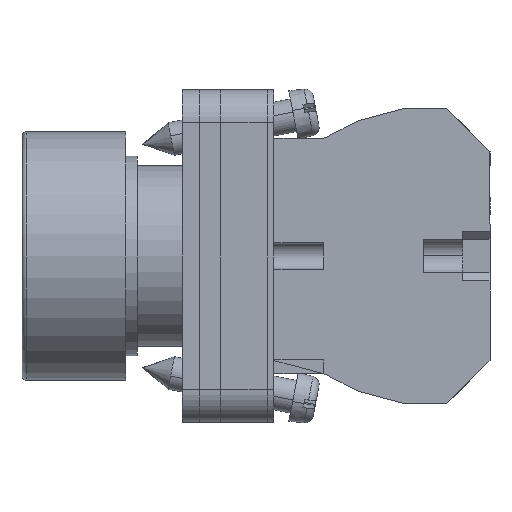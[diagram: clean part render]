
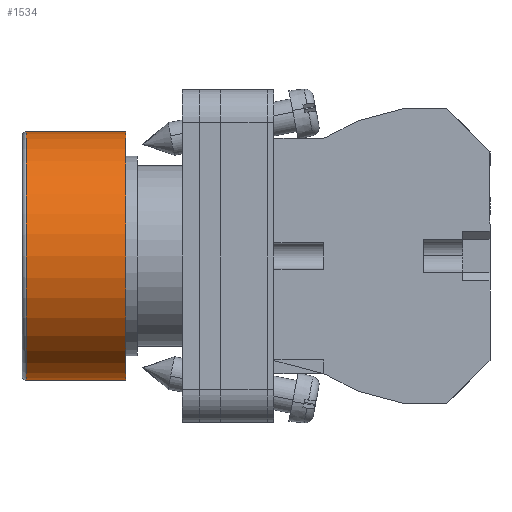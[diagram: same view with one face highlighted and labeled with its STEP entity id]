
A CAD part, left-side view. The second image highlights one B-rep face of the part: STEP entity #1534.
In plain terms, the highlighted cylindrical face has radius 14.925 mm (diameter 29.85 mm), a partial arc.
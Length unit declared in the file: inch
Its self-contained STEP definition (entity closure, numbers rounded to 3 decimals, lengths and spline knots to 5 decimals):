
#182 = EDGE_LOOP ( 'NONE', ( #9823, #4415, #7896, #6035 ) ) ;
#1223 = CARTESIAN_POINT ( 'NONE',  ( 0., 0.44843, 0. ) ) ;
#1424 = EDGE_CURVE ( 'NONE', #6564, #5193, #12601, .T. ) ;
#1534 = ADVANCED_FACE ( 'NONE', ( #6034 ), #11046, .T. ) ;
#2204 = EDGE_CURVE ( 'NONE', #10801, #5193, #7592, .T. ) ;
#2215 = DIRECTION ( 'NONE',  ( 0., 0., 1. ) ) ;
#3177 = DIRECTION ( 'NONE',  ( 0., -1., 0. ) ) ;
#3957 = AXIS2_PLACEMENT_3D ( 'NONE', #4930, #11972, #5957 ) ;
#4307 = EDGE_CURVE ( 'NONE', #10967, #10801, #11462, .T. ) ;
#4415 = ORIENTED_EDGE ( 'NONE', *, *, #10452, .T. ) ;
#4423 = CARTESIAN_POINT ( 'NONE',  ( 0., 3.67379, -0.5876 ) ) ;
#4588 = VECTOR ( 'NONE', #3177, 39.37008 ) ;
#4746 = CARTESIAN_POINT ( 'NONE',  ( 0., 0.44843, -0.5876 ) ) ;
#4930 = CARTESIAN_POINT ( 'NONE',  ( 0., 0.92126, 0. ) ) ;
#5193 = VERTEX_POINT ( 'NONE', #8136 ) ;
#5439 = CARTESIAN_POINT ( 'NONE',  ( 0., 0.92126, 0.5876 ) ) ;
#5957 = DIRECTION ( 'NONE',  ( 0., 0., -1. ) ) ;
#6034 = FACE_OUTER_BOUND ( 'NONE', #182, .T. ) ;
#6035 = ORIENTED_EDGE ( 'NONE', *, *, #2204, .T. ) ;
#6045 = CARTESIAN_POINT ( 'NONE',  ( 0., 0.92126, -0.5876 ) ) ;
#6180 = CARTESIAN_POINT ( 'NONE',  ( 0., 3.67379, 0.5876 ) ) ;
#6564 = VERTEX_POINT ( 'NONE', #5439 ) ;
#7494 = DIRECTION ( 'NONE',  ( 0., -1., 0. ) ) ;
#7592 = CIRCLE ( 'NONE', #10336, 0.5876 ) ;
#7896 = ORIENTED_EDGE ( 'NONE', *, *, #4307, .T. ) ;
#8136 = CARTESIAN_POINT ( 'NONE',  ( 0., 0.44843, 0.5876 ) ) ;
#8231 = DIRECTION ( 'NONE',  ( 0., 1., 0. ) ) ;
#9823 = ORIENTED_EDGE ( 'NONE', *, *, #1424, .F. ) ;
#10336 = AXIS2_PLACEMENT_3D ( 'NONE', #1223, #8231, #2215 ) ;
#10452 = EDGE_CURVE ( 'NONE', #6564, #10967, #12410, .T. ) ;
#10801 = VERTEX_POINT ( 'NONE', #4746 ) ;
#10967 = VERTEX_POINT ( 'NONE', #6045 ) ;
#11046 = CYLINDRICAL_SURFACE ( 'NONE', #11084, 0.5876 ) ;
#11084 = AXIS2_PLACEMENT_3D ( 'NONE', #12455, #11413, #11368 ) ;
#11133 = VECTOR ( 'NONE', #7494, 39.37008 ) ;
#11368 = DIRECTION ( 'NONE',  ( 0., 0., -1. ) ) ;
#11413 = DIRECTION ( 'NONE',  ( 0., -1., 0. ) ) ;
#11462 = LINE ( 'NONE', #4423, #11133 ) ;
#11972 = DIRECTION ( 'NONE',  ( 0., -1., 0. ) ) ;
#12410 = CIRCLE ( 'NONE', #3957, 0.5876 ) ;
#12455 = CARTESIAN_POINT ( 'NONE',  ( 0., 3.67379, 0. ) ) ;
#12601 = LINE ( 'NONE', #6180, #4588 ) ;
